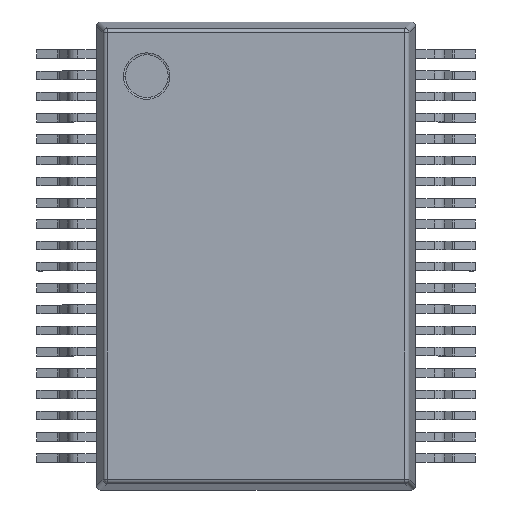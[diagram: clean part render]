
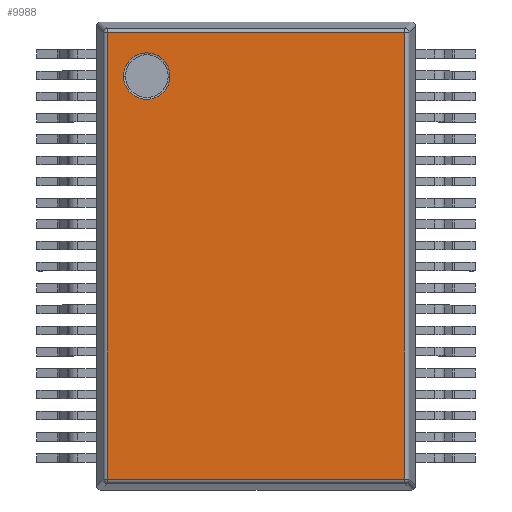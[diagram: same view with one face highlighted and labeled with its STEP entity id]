
A CAD part, top view. The second image highlights one B-rep face of the part: STEP entity #9988.
In plain terms, the highlighted planar face has unit normal (0, 0, 1).
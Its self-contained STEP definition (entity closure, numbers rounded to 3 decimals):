
#686 = FACE_OUTER_BOUND ( 'NONE', #18818, .T. ) ;
#1258 = VECTOR ( 'NONE', #13979, 1000. ) ;
#1928 = CARTESIAN_POINT ( 'NONE',  ( 3.496, 5.246, 2.645 ) ) ;
#2176 = DIRECTION ( 'NONE',  ( 0., -1., 0. ) ) ;
#2460 = ORIENTED_EDGE ( 'NONE', *, *, #2490, .T. ) ;
#2490 = EDGE_CURVE ( 'NONE', #18123, #6873, #11281, .T. ) ;
#2844 = CARTESIAN_POINT ( 'NONE',  ( -3.496, 5.246, 2.645 ) ) ;
#3048 = EDGE_CURVE ( 'NONE', #6873, #16101, #4562, .T. ) ;
#3459 = ORIENTED_EDGE ( 'NONE', *, *, #6002, .T. ) ;
#3520 = ORIENTED_EDGE ( 'NONE', *, *, #11953, .F. ) ;
#3598 = CARTESIAN_POINT ( 'NONE',  ( -2.567, 4.226, 2.645 ) ) ;
#3867 = DIRECTION ( 'NONE',  ( -1., 0., 0. ) ) ;
#4292 = DIRECTION ( 'NONE',  ( 0., 0., 1. ) ) ;
#4562 = LINE ( 'NONE', #11981, #1258 ) ;
#4637 = CARTESIAN_POINT ( 'NONE',  ( -2.567, 4.226, 2.645 ) ) ;
#4983 = DIRECTION ( 'NONE',  ( 1., 0., 0. ) ) ;
#5052 = EDGE_LOOP ( 'NONE', ( #21983, #3520 ) ) ;
#5635 = DIRECTION ( 'NONE',  ( 0., 1., 0. ) ) ;
#5641 = VERTEX_POINT ( 'NONE', #5931 ) ;
#5664 = LINE ( 'NONE', #20213, #16151 ) ;
#5931 = CARTESIAN_POINT ( 'NONE',  ( -2.022, 4.226, 2.645 ) ) ;
#6002 = EDGE_CURVE ( 'NONE', #20080, #18123, #5664, .T. ) ;
#6072 = CIRCLE ( 'NONE', #7963, 0.546 ) ;
#6873 = VERTEX_POINT ( 'NONE', #7638 ) ;
#7638 = CARTESIAN_POINT ( 'NONE',  ( -3.496, -5.246, 2.645 ) ) ;
#7963 = AXIS2_PLACEMENT_3D ( 'NONE', #3598, #16601, #10891 ) ;
#8070 = AXIS2_PLACEMENT_3D ( 'NONE', #22182, #4292, #20382 ) ;
#8516 = ORIENTED_EDGE ( 'NONE', *, *, #11911, .T. ) ;
#9476 = CIRCLE ( 'NONE', #22809, 0.546 ) ;
#9988 = ADVANCED_FACE ( 'NONE', ( #16686, #686 ), #14909, .T. ) ;
#10309 = CARTESIAN_POINT ( 'NONE',  ( 3.496, -5.246, 2.645 ) ) ;
#10891 = DIRECTION ( 'NONE',  ( 1., 0., 0. ) ) ;
#11281 = LINE ( 'NONE', #18523, #15385 ) ;
#11875 = ORIENTED_EDGE ( 'NONE', *, *, #3048, .T. ) ;
#11911 = EDGE_CURVE ( 'NONE', #16101, #20080, #16361, .T. ) ;
#11953 = EDGE_CURVE ( 'NONE', #5641, #15780, #6072, .T. ) ;
#11981 = CARTESIAN_POINT ( 'NONE',  ( 3.582, -5.246, 2.645 ) ) ;
#12047 = DIRECTION ( 'NONE',  ( 0., 0., 1. ) ) ;
#12251 = CARTESIAN_POINT ( 'NONE',  ( -3.113, 4.226, 2.645 ) ) ;
#13979 = DIRECTION ( 'NONE',  ( 1., 0., 0. ) ) ;
#14461 = CARTESIAN_POINT ( 'NONE',  ( 3.496, 5.7, 2.645 ) ) ;
#14909 = PLANE ( 'NONE',  #8070 ) ;
#15385 = VECTOR ( 'NONE', #2176, 1000. ) ;
#15780 = VERTEX_POINT ( 'NONE', #12251 ) ;
#16101 = VERTEX_POINT ( 'NONE', #10309 ) ;
#16151 = VECTOR ( 'NONE', #3867, 1000. ) ;
#16361 = LINE ( 'NONE', #14461, #22053 ) ;
#16601 = DIRECTION ( 'NONE',  ( 0., 0., 1. ) ) ;
#16686 = FACE_BOUND ( 'NONE', #5052, .T. ) ;
#18123 = VERTEX_POINT ( 'NONE', #2844 ) ;
#18523 = CARTESIAN_POINT ( 'NONE',  ( -3.496, 5.7, 2.645 ) ) ;
#18818 = EDGE_LOOP ( 'NONE', ( #2460, #11875, #8516, #3459 ) ) ;
#20080 = VERTEX_POINT ( 'NONE', #1928 ) ;
#20213 = CARTESIAN_POINT ( 'NONE',  ( -3.582, 5.246, 2.645 ) ) ;
#20382 = DIRECTION ( 'NONE',  ( 1., 0., 0. ) ) ;
#21983 = ORIENTED_EDGE ( 'NONE', *, *, #22352, .F. ) ;
#22053 = VECTOR ( 'NONE', #5635, 1000. ) ;
#22182 = CARTESIAN_POINT ( 'NONE',  ( 2.179, 5.7, 2.645 ) ) ;
#22352 = EDGE_CURVE ( 'NONE', #15780, #5641, #9476, .T. ) ;
#22809 = AXIS2_PLACEMENT_3D ( 'NONE', #4637, #12047, #4983 ) ;
